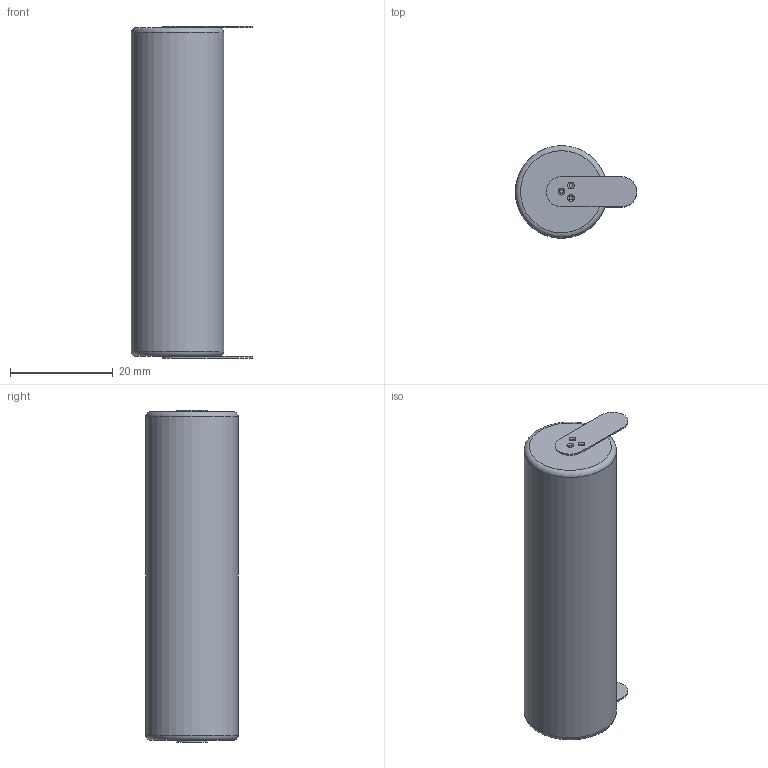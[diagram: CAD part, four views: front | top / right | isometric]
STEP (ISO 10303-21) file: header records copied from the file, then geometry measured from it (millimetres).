
FILE_DESCRIPTION(/* description */ (''),/* implementation_level */ '2;1');
FILE_NAME(/* name */ '18650_bp4-42.stp',/* time_stamp */ '2019-09-17T14:14:13+06:00',/* author */ ('User'),/* organization */ (''),/* preprocessor_version */ 'ST-DEVELOPER v17',/* originating_system */ 'Autodesk Inventor 2018',/* authorisation */ '');
FILE_SCHEMA (('AUTOMOTIVE_DESIGN { 1 0 10303 214 3 1 1 }'));
Length unit declared in the file: millimetre
Products named in the file (1): 18650_bp4-4
Bounding box: 23.65 x 18 x 64.75 mm (x, y, z)
Volume: 16152.2 mm3; surface area: 4439.9 mm2
Topology: 1 solids, 1 shells, 36 faces, 81 edges, 51 vertices
Faces by surface type: plane 18, torus 11, cylinder 7
Full cylindrical faces by diameter (mm): 9 x1, 13 x1, 18 x1
Entity records: 1099 total; most frequent: DIRECTION 211, CARTESIAN_POINT 169, ORIENTED_EDGE 162, AXIS2_PLACEMENT_3D 93, EDGE_CURVE 81, CIRCLE 56, VERTEX_POINT 51, EDGE_LOOP 43
